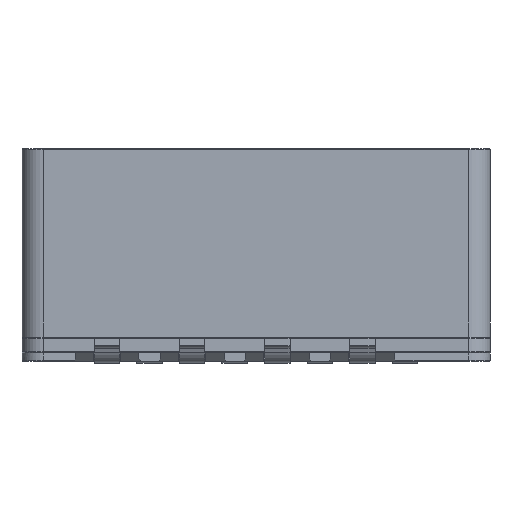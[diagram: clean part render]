
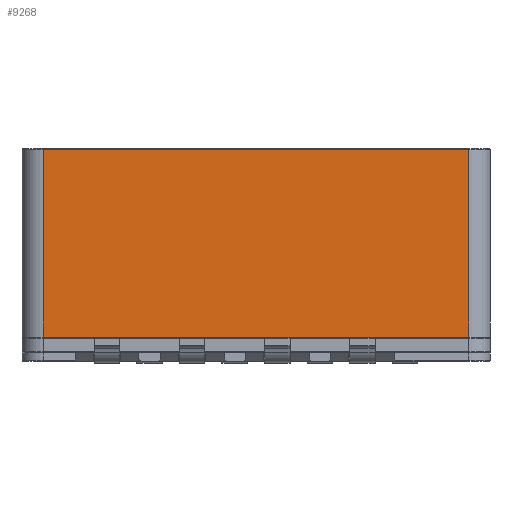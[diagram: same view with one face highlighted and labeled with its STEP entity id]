
A CAD part, front view. The second image highlights one B-rep face of the part: STEP entity #9268.
In plain terms, the highlighted planar face has unit normal (0, -1, 0).
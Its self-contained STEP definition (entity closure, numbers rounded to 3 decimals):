
#1713=ORIENTED_EDGE('',*,*,#4051,.T.);
#1714=ORIENTED_EDGE('',*,*,#4052,.T.);
#1715=ORIENTED_EDGE('',*,*,#4053,.T.);
#1716=ORIENTED_EDGE('',*,*,#4054,.T.);
#4051=EDGE_CURVE('',#5263,#5264,#6273,.T.);
#4052=EDGE_CURVE('',#5264,#5265,#6274,.F.);
#4053=EDGE_CURVE('',#5265,#5266,#6275,.T.);
#4054=EDGE_CURVE('',#5266,#5263,#6276,.T.);
#5263=VERTEX_POINT('',#14610);
#5264=VERTEX_POINT('',#14611);
#5265=VERTEX_POINT('',#14613);
#5266=VERTEX_POINT('',#14615);
#6273=LINE('',#14609,#7313);
#6274=LINE('',#14612,#7314);
#6275=LINE('',#14614,#7315);
#6276=LINE('',#14616,#7316);
#7313=VECTOR('',#11639,1000.);
#7314=VECTOR('',#11640,1000.);
#7315=VECTOR('',#11641,1000.);
#7316=VECTOR('',#11642,1000.);
#7950=EDGE_LOOP('',(#1713,#1714,#1715,#1716));
#8458=FACE_BOUND('',#7950,.T.);
#8933=PLANE('',#9936);
#9268=ADVANCED_FACE('',(#8458),#8933,.F.);
#9936=AXIS2_PLACEMENT_3D('',#14608,#11637,#11638);
#11637=DIRECTION('',(0.,1.,0.));
#11638=DIRECTION('',(0.,0.,1.));
#11639=DIRECTION('',(0.,0.,-1.));
#11640=DIRECTION('',(-1.,0.,0.));
#11641=DIRECTION('',(0.,0.,1.));
#11642=DIRECTION('',(-1.,0.,0.));
#14608=CARTESIAN_POINT('',(15.194,-3.3,0.));
#14609=CARTESIAN_POINT('',(-5.,-3.3,-4.45));
#14610=CARTESIAN_POINT('',(-5.,-3.3,-0.02));
#14611=CARTESIAN_POINT('',(-5.,-3.3,-4.43));
#14612=CARTESIAN_POINT('',(5.,-3.3,-4.43));
#14613=CARTESIAN_POINT('',(5.,-3.3,-4.43));
#14614=CARTESIAN_POINT('',(5.,-3.3,0.));
#14615=CARTESIAN_POINT('',(5.,-3.3,-0.02));
#14616=CARTESIAN_POINT('',(-5.,-3.3,-0.02));
